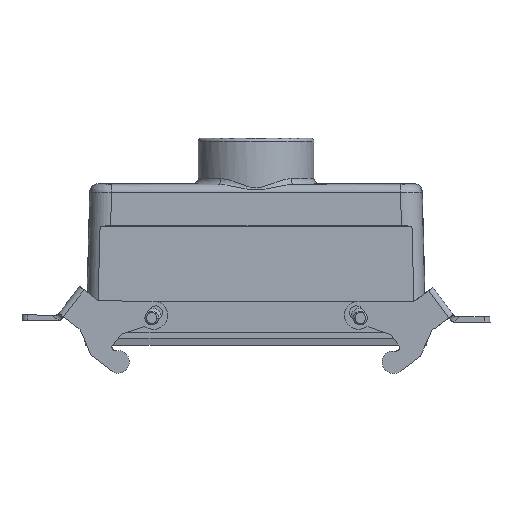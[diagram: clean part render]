
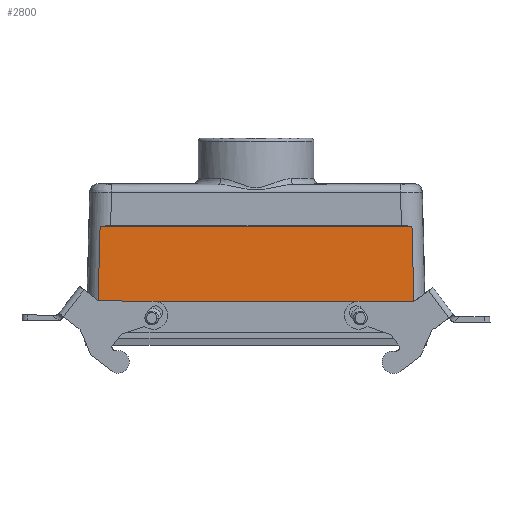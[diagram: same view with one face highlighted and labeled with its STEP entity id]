
A CAD part, front view. The second image highlights one B-rep face of the part: STEP entity #2800.
In plain terms, the highlighted planar face has unit normal (0, -1, 0.018).
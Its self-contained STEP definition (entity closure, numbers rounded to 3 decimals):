
#2761=CARTESIAN_POINT('',(70.0,-20.497,4.027));
#2762=DIRECTION('',(0.0,-1.,0.018));
#2763=DIRECTION('',(0.0,-0.018,-1.));
#2764=AXIS2_PLACEMENT_3D('',#2761,#2762,#2763);
#2765=PLANE('',#2764);
#2766=CARTESIAN_POINT('',(-55.993,-20.497,4.027));
#2767=VERTEX_POINT('',#2766);
#2768=CARTESIAN_POINT('',(-55.304,-20.021,30.674));
#2769=VERTEX_POINT('',#2768);
#2770=CARTESIAN_POINT('',(-55.993,-20.497,4.027));
#2771=DIRECTION('',(0.026,0.018,1.));
#2772=VECTOR('',#2771,26.66);
#2773=LINE('',#2770,#2772);
#2774=EDGE_CURVE('',#2767,#2769,#2773,.T.);
#2775=ORIENTED_EDGE('',*,*,#2774,.F.);
#2776=CARTESIAN_POINT('',(55.993,-20.497,4.027));
#2777=VERTEX_POINT('',#2776);
#2778=CARTESIAN_POINT('',(-55.993,-20.497,4.027));
#2779=DIRECTION('',(1.0,0.0,0.0));
#2780=VECTOR('',#2779,111.987);
#2781=LINE('',#2778,#2780);
#2782=EDGE_CURVE('',#2767,#2777,#2781,.T.);
#2783=ORIENTED_EDGE('',*,*,#2782,.T.);
#2784=CARTESIAN_POINT('',(55.304,-20.021,30.674));
#2785=VERTEX_POINT('',#2784);
#2786=CARTESIAN_POINT('',(55.304,-20.021,30.674));
#2787=DIRECTION('',(0.026,-0.018,-1.));
#2788=VECTOR('',#2787,26.66);
#2789=LINE('',#2786,#2788);
#2790=EDGE_CURVE('',#2785,#2777,#2789,.T.);
#2791=ORIENTED_EDGE('',*,*,#2790,.F.);
#2792=CARTESIAN_POINT('',(55.304,-20.021,30.674));
#2793=DIRECTION('',(-1.0,0.0,0.0));
#2794=VECTOR('',#2793,110.607);
#2795=LINE('',#2792,#2794);
#2796=EDGE_CURVE('',#2785,#2769,#2795,.T.);
#2797=ORIENTED_EDGE('',*,*,#2796,.T.);
#2798=EDGE_LOOP('',(#2775,#2783,#2791,#2797));
#2799=FACE_OUTER_BOUND('',#2798,.T.);
#2800=ADVANCED_FACE('',(#2799),#2765,.T.);
